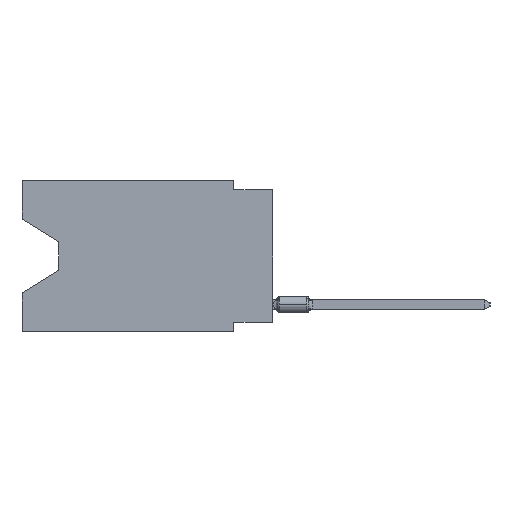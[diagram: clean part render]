
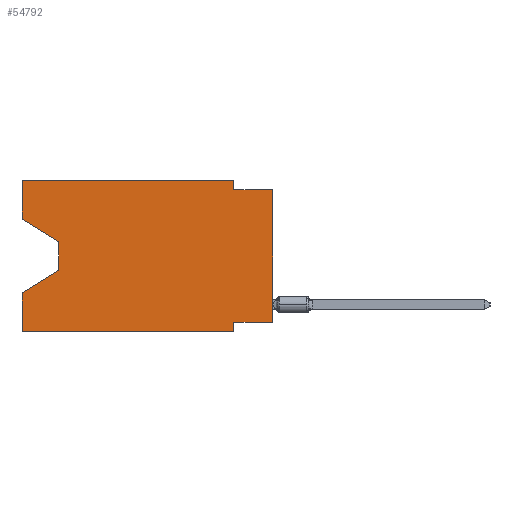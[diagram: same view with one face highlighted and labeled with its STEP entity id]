
A CAD part, left-side view. The second image highlights one B-rep face of the part: STEP entity #54792.
In plain terms, the highlighted planar face has unit normal (-1, 0, 0).
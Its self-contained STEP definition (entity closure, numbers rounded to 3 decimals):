
#604 = VERTEX_POINT ( 'NONE', #47507 ) ;
#1238 = EDGE_CURVE ( 'NONE', #6668, #20766, #43795, .T. ) ;
#3716 = DIRECTION ( 'NONE',  ( 0., 0., 1. ) ) ;
#4438 = VECTOR ( 'NONE', #34243, 1000. ) ;
#4480 = VECTOR ( 'NONE', #18737, 1000. ) ;
#5543 = PLANE ( 'NONE',  #44541 ) ;
#6416 = EDGE_CURVE ( 'NONE', #20766, #34483, #8918, .T. ) ;
#6431 = ORIENTED_EDGE ( 'NONE', *, *, #15506, .F. ) ;
#6668 = VERTEX_POINT ( 'NONE', #20456 ) ;
#8049 = ORIENTED_EDGE ( 'NONE', *, *, #34791, .F. ) ;
#8681 = EDGE_CURVE ( 'NONE', #15099, #21987, #38884, .T. ) ;
#8745 = CARTESIAN_POINT ( 'NONE',  ( 0., 16.383, 0. ) ) ;
#8918 = LINE ( 'NONE', #25972, #54726 ) ;
#9639 = CARTESIAN_POINT ( 'NONE',  ( 0., 13.97, -5.893 ) ) ;
#9721 = CARTESIAN_POINT ( 'NONE',  ( 0., 0., -9.271 ) ) ;
#10573 = FACE_OUTER_BOUND ( 'NONE', #50576, .T. ) ;
#11560 = CARTESIAN_POINT ( 'NONE',  ( 0., 16.383, -7.36 ) ) ;
#11988 = CARTESIAN_POINT ( 'NONE',  ( 0., 13.97, -5.893 ) ) ;
#12642 = ORIENTED_EDGE ( 'NONE', *, *, #26790, .F. ) ;
#13260 = CARTESIAN_POINT ( 'NONE',  ( 0., 2.54, -0.635 ) ) ;
#13586 = DIRECTION ( 'NONE',  ( 0., 0., -1. ) ) ;
#14125 = LINE ( 'NONE', #48214, #26307 ) ;
#14286 = CARTESIAN_POINT ( 'NONE',  ( 0., 13.97, -4.013 ) ) ;
#14443 = EDGE_CURVE ( 'NONE', #26191, #35842, #51289, .T. ) ;
#14609 = CARTESIAN_POINT ( 'NONE',  ( 0., 2.54, 0. ) ) ;
#14830 = LINE ( 'NONE', #44990, #4480 ) ;
#15099 = VERTEX_POINT ( 'NONE', #24097 ) ;
#15506 = EDGE_CURVE ( 'NONE', #39088, #35842, #14830, .T. ) ;
#16759 = EDGE_CURVE ( 'NONE', #604, #17716, #14125, .T. ) ;
#17215 = LINE ( 'NONE', #17477, #4438 ) ;
#17477 = CARTESIAN_POINT ( 'NONE',  ( 0., 16.383, -9.906 ) ) ;
#17716 = VERTEX_POINT ( 'NONE', #28217 ) ;
#18737 = DIRECTION ( 'NONE',  ( 0., -1., 0. ) ) ;
#18807 = CARTESIAN_POINT ( 'NONE',  ( 0., 0., -0.635 ) ) ;
#20380 = VERTEX_POINT ( 'NONE', #11560 ) ;
#20456 = CARTESIAN_POINT ( 'NONE',  ( 0., 16.383, -2.546 ) ) ;
#20694 = LINE ( 'NONE', #46381, #31699 ) ;
#20723 = DIRECTION ( 'NONE',  ( 0., 0., -1. ) ) ;
#20766 = VERTEX_POINT ( 'NONE', #36388 ) ;
#21230 = DIRECTION ( 'NONE',  ( 0., -0.855, -0.519 ) ) ;
#21793 = VECTOR ( 'NONE', #50770, 1000. ) ;
#21940 = DIRECTION ( 'NONE',  ( 0., 0.855, -0.519 ) ) ;
#21987 = VERTEX_POINT ( 'NONE', #11988 ) ;
#22003 = CARTESIAN_POINT ( 'NONE',  ( 0., 16.383, 0. ) ) ;
#22843 = ORIENTED_EDGE ( 'NONE', *, *, #14443, .T. ) ;
#23914 = ORIENTED_EDGE ( 'NONE', *, *, #8681, .T. ) ;
#24097 = CARTESIAN_POINT ( 'NONE',  ( 0., 13.97, -4.013 ) ) ;
#24608 = ORIENTED_EDGE ( 'NONE', *, *, #26550, .T. ) ;
#24834 = ORIENTED_EDGE ( 'NONE', *, *, #33146, .T. ) ;
#25069 = VECTOR ( 'NONE', #30944, 1000. ) ;
#25972 = CARTESIAN_POINT ( 'NONE',  ( 0., 16.383, 0. ) ) ;
#26191 = VERTEX_POINT ( 'NONE', #9721 ) ;
#26307 = VECTOR ( 'NONE', #13586, 1000. ) ;
#26550 = EDGE_CURVE ( 'NONE', #21987, #20380, #35613, .T. ) ;
#26790 = EDGE_CURVE ( 'NONE', #43713, #20380, #46475, .T. ) ;
#27070 = DIRECTION ( 'NONE',  ( 0., 0., -1. ) ) ;
#28217 = CARTESIAN_POINT ( 'NONE',  ( 0., 2.54, -9.906 ) ) ;
#28221 = VECTOR ( 'NONE', #31330, 1000. ) ;
#30055 = CARTESIAN_POINT ( 'NONE',  ( 0., 0., 0. ) ) ;
#30661 = ORIENTED_EDGE ( 'NONE', *, *, #16759, .F. ) ;
#30944 = DIRECTION ( 'NONE',  ( 0., 0., 1. ) ) ;
#31330 = DIRECTION ( 'NONE',  ( 0., 0., -1. ) ) ;
#31699 = VECTOR ( 'NONE', #21230, 1000. ) ;
#31909 = EDGE_CURVE ( 'NONE', #26191, #604, #38487, .T. ) ;
#32161 = VECTOR ( 'NONE', #3716, 1000. ) ;
#33027 = VECTOR ( 'NONE', #21940, 1000. ) ;
#33146 = EDGE_CURVE ( 'NONE', #6668, #15099, #20694, .T. ) ;
#33791 = DIRECTION ( 'NONE',  ( 0., -1., 0. ) ) ;
#34243 = DIRECTION ( 'NONE',  ( 0., -1., 0. ) ) ;
#34483 = VERTEX_POINT ( 'NONE', #14609 ) ;
#34791 = EDGE_CURVE ( 'NONE', #34483, #39088, #51435, .T. ) ;
#35613 = LINE ( 'NONE', #9639, #33027 ) ;
#35842 = VERTEX_POINT ( 'NONE', #18807 ) ;
#36388 = CARTESIAN_POINT ( 'NONE',  ( 0., 16.383, 0. ) ) ;
#38487 = LINE ( 'NONE', #46300, #21793 ) ;
#38884 = LINE ( 'NONE', #14286, #28221 ) ;
#39088 = VERTEX_POINT ( 'NONE', #13260 ) ;
#39606 = ORIENTED_EDGE ( 'NONE', *, *, #6416, .F. ) ;
#39911 = DIRECTION ( 'NONE',  ( 1., 0., 0. ) ) ;
#40775 = VECTOR ( 'NONE', #20723, 1000. ) ;
#43713 = VERTEX_POINT ( 'NONE', #44189 ) ;
#43795 = LINE ( 'NONE', #22003, #25069 ) ;
#44189 = CARTESIAN_POINT ( 'NONE',  ( 0., 16.383, -9.906 ) ) ;
#44541 = AXIS2_PLACEMENT_3D ( 'NONE', #48307, #39911, #27070 ) ;
#44990 = CARTESIAN_POINT ( 'NONE',  ( 0., 0., -0.635 ) ) ;
#46134 = CARTESIAN_POINT ( 'NONE',  ( 0., 2.54, 0. ) ) ;
#46300 = CARTESIAN_POINT ( 'NONE',  ( 0., 0., -9.271 ) ) ;
#46381 = CARTESIAN_POINT ( 'NONE',  ( 0., 16.383, -2.546 ) ) ;
#46475 = LINE ( 'NONE', #8745, #32161 ) ;
#47400 = ORIENTED_EDGE ( 'NONE', *, *, #1238, .F. ) ;
#47507 = CARTESIAN_POINT ( 'NONE',  ( 0., 2.54, -9.271 ) ) ;
#47960 = ORIENTED_EDGE ( 'NONE', *, *, #31909, .F. ) ;
#48214 = CARTESIAN_POINT ( 'NONE',  ( 0., 2.54, -9.906 ) ) ;
#48307 = CARTESIAN_POINT ( 'NONE',  ( 0., 16.383, 0. ) ) ;
#49611 = EDGE_CURVE ( 'NONE', #43713, #17716, #17215, .T. ) ;
#50576 = EDGE_LOOP ( 'NONE', ( #24834, #23914, #24608, #12642, #54873, #30661, #47960, #22843, #6431, #8049, #39606, #47400 ) ) ;
#50770 = DIRECTION ( 'NONE',  ( 0., 1., 0. ) ) ;
#51289 = LINE ( 'NONE', #30055, #52722 ) ;
#51435 = LINE ( 'NONE', #46134, #40775 ) ;
#52722 = VECTOR ( 'NONE', #54661, 1000. ) ;
#54661 = DIRECTION ( 'NONE',  ( 0., 0., 1. ) ) ;
#54726 = VECTOR ( 'NONE', #33791, 1000. ) ;
#54792 = ADVANCED_FACE ( 'NONE', ( #10573 ), #5543, .F. ) ;
#54873 = ORIENTED_EDGE ( 'NONE', *, *, #49611, .T. ) ;
